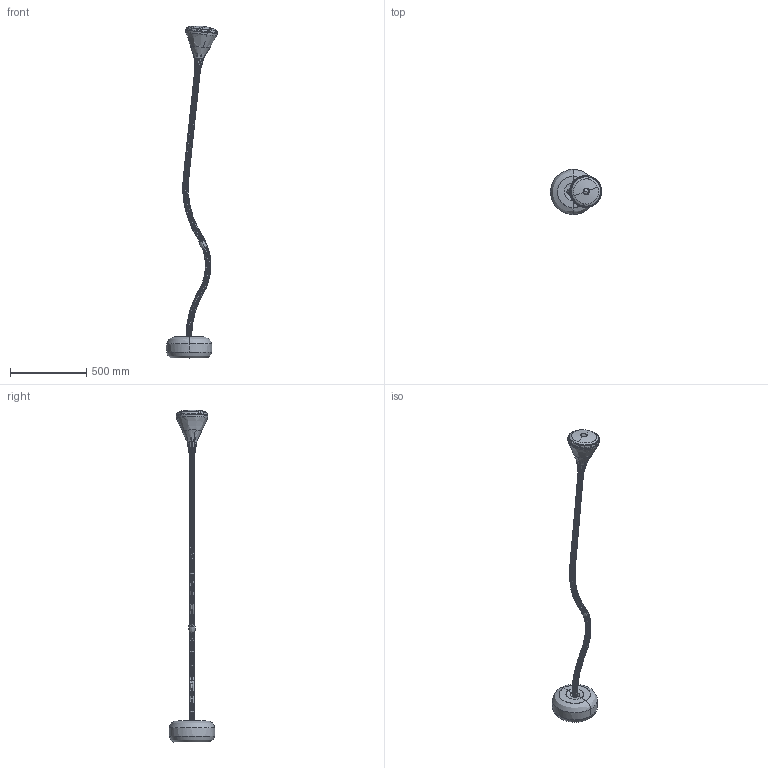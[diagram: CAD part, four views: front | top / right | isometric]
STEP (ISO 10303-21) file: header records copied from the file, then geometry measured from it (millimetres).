
FILE_DESCRIPTION(/* description */ (''),/* implementation_level */ '2;1');
FILE_NAME(/* name */ 'pipe floor',/* time_stamp */ '2016-04-26T18:17:55+02:00',/* author */ (''),/* organization */ (''),/* preprocessor_version */ 'ST-DEVELOPER v15',/* originating_system */ '',/* authorisation */ '');
FILE_SCHEMA (('AUTOMOTIVE_DESIGN'));
Length unit declared in the file: millimetre
Products named in the file (6): Document; Blocco 320; X110000050_-; Blocco 285; X109200024_-; Blocco 286
Assembly tree (6 placements, depth 3):
  Document
    Blocco 320
    X110000050_-
      Blocco 285
    X109200024_-  x2
      Blocco 286
Bounding box: 337.36 x 299.95 x 2183.58 mm (x, y, z)
Surface area: 839635.8 mm2 (no closed solid volume)
Topology: 0 solids, 89 shells, 689 faces, 3499 edges, 2435 vertices
Faces by surface type: bspline 513, plane 176
Entity records: 66181 total; most frequent: CARTESIAN_POINT 49587, ORIENTED_EDGE 4470, EDGE_CURVE 3474, B_SPLINE_CURVE_WITH_KNOTS 2613, VERTEX_POINT 2418, EDGE_LOOP 992, ADVANCED_FACE 683, FACE_OUTER_BOUND 683
